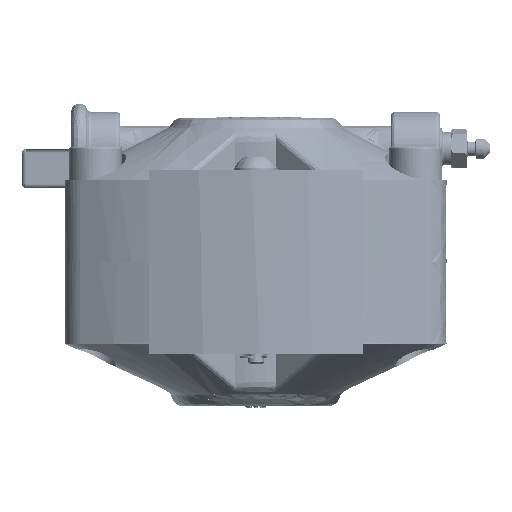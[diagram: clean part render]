
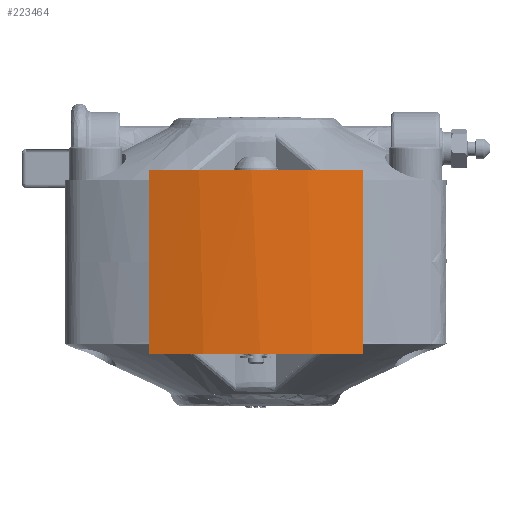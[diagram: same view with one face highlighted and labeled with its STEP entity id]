
A CAD part, front view. The second image highlights one B-rep face of the part: STEP entity #223464.
In plain terms, the highlighted free-form (B-spline) face has degree [2, 1] with [3, 2] control points.
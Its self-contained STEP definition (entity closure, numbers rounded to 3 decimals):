
#223464 = ADVANCED_FACE('',(#223465),#223497,.T.);
#223465 = FACE_BOUND('',#223466,.T.);
#223466 = EDGE_LOOP('',(#223467,#223476,#223484,#223491));
#223467 = ORIENTED_EDGE('',*,*,#223468,.F.);
#223468 = EDGE_CURVE('',#223469,#223471,#223473,.T.);
#223469 = VERTEX_POINT('',#223470);
#223470 = CARTESIAN_POINT('',(-23.399,-31.282,
    51.725));
#223471 = VERTEX_POINT('',#223472);
#223472 = CARTESIAN_POINT('',(-23.399,-31.282,
    11.385));
#223473 = B_SPLINE_CURVE_WITH_KNOTS('',1,(#223474,#223475),
  .UNSPECIFIED.,.F.,.F.,(2,2),(0.,45.),.PIECEWISE_BEZIER_KNOTS.);
#223474 = CARTESIAN_POINT('',(-23.399,-31.282,
    51.725));
#223475 = CARTESIAN_POINT('',(-23.399,-31.282,
    11.385));
#223476 = ORIENTED_EDGE('',*,*,#223477,.F.);
#223477 = EDGE_CURVE('',#223478,#223469,#223480,.T.);
#223478 = VERTEX_POINT('',#223479);
#223479 = CARTESIAN_POINT('',(23.399,-31.282,
    51.725));
#223480 = ( BOUNDED_CURVE() B_SPLINE_CURVE(2,(#223481,#223482,#223483),
.UNSPECIFIED.,.F.,.F.) B_SPLINE_CURVE_WITH_KNOTS((3,3),(0.,
0.611),.PIECEWISE_BEZIER_KNOTS.) CURVE() 
GEOMETRIC_REPRESENTATION_ITEM() RATIONAL_B_SPLINE_CURVE((1.,
0.954,1.)) REPRESENTATION_ITEM('') );
#223481 = CARTESIAN_POINT('',(23.399,-31.282,
    51.725));
#223482 = CARTESIAN_POINT('',(0.,-38.667,
    51.725));
#223483 = CARTESIAN_POINT('',(-23.399,-31.282,
    51.725));
#223484 = ORIENTED_EDGE('',*,*,#223485,.F.);
#223485 = EDGE_CURVE('',#223486,#223478,#223488,.T.);
#223486 = VERTEX_POINT('',#223487);
#223487 = CARTESIAN_POINT('',(23.399,-31.282,
    11.385));
#223488 = B_SPLINE_CURVE_WITH_KNOTS('',1,(#223489,#223490),
  .UNSPECIFIED.,.F.,.F.,(2,2),(0.,45.),.PIECEWISE_BEZIER_KNOTS.);
#223489 = CARTESIAN_POINT('',(23.399,-31.282,
    11.385));
#223490 = CARTESIAN_POINT('',(23.399,-31.282,
    51.725));
#223491 = ORIENTED_EDGE('',*,*,#223492,.F.);
#223492 = EDGE_CURVE('',#223471,#223486,#223493,.T.);
#223493 = ( BOUNDED_CURVE() B_SPLINE_CURVE(2,(#223494,#223495,#223496),
.UNSPECIFIED.,.F.,.F.) B_SPLINE_CURVE_WITH_KNOTS((3,3),(0.,
0.611),.PIECEWISE_BEZIER_KNOTS.) CURVE() 
GEOMETRIC_REPRESENTATION_ITEM() RATIONAL_B_SPLINE_CURVE((1.,
0.954,1.)) REPRESENTATION_ITEM('') );
#223494 = CARTESIAN_POINT('',(-23.399,-31.282,
    11.385));
#223495 = CARTESIAN_POINT('',(0.,-38.667,
    11.385));
#223496 = CARTESIAN_POINT('',(23.399,-31.282,
    11.385));
#223497 = ( BOUNDED_SURFACE() B_SPLINE_SURFACE(2,1,(
    (#223498,#223499)
    ,(#223500,#223501)
    ,(#223502,#223503
)),.UNSPECIFIED.,.F.,.F.,.F.) B_SPLINE_SURFACE_WITH_KNOTS((3,3),(2,2),(
    1.265,1.877),(0.,45.),.PIECEWISE_BEZIER_KNOTS.) 
GEOMETRIC_REPRESENTATION_ITEM() RATIONAL_B_SPLINE_SURFACE((
    (1.,1.)
    ,(0.954,0.954)
,(1.,1.))) REPRESENTATION_ITEM('') SURFACE() );
#223498 = CARTESIAN_POINT('',(-23.399,-31.282,
    51.725));
#223499 = CARTESIAN_POINT('',(-23.399,-31.282,
    11.385));
#223500 = CARTESIAN_POINT('',(0.,-38.667,
    51.725));
#223501 = CARTESIAN_POINT('',(0.,-38.667,
    11.385));
#223502 = CARTESIAN_POINT('',(23.399,-31.282,
    51.725));
#223503 = CARTESIAN_POINT('',(23.399,-31.282,
    11.385));
